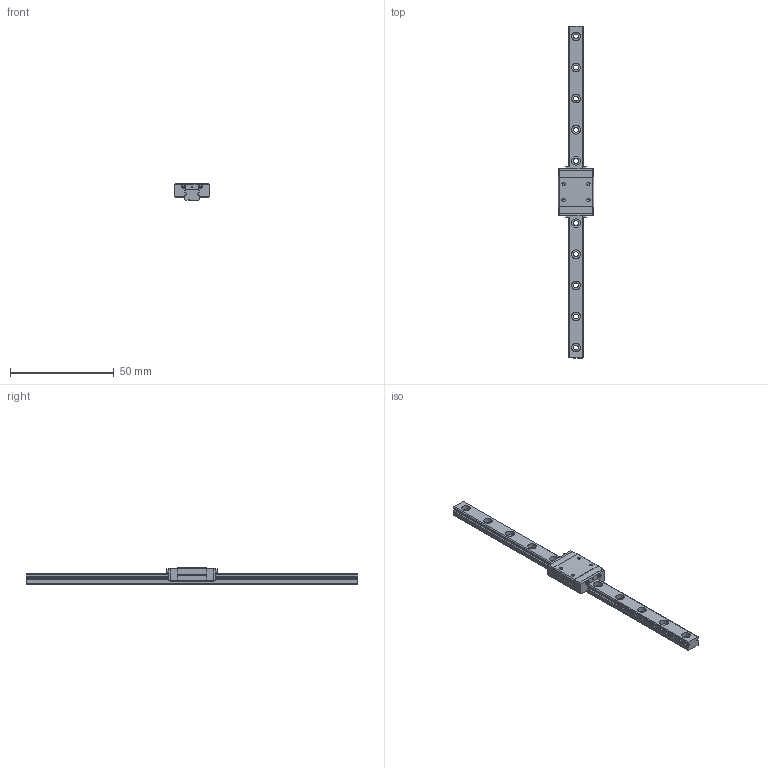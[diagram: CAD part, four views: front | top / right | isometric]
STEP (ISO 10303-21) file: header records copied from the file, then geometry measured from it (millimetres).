
FILE_DESCRIPTION( ( 'Unknown' ), '1' );
FILE_NAME( 'M7NUU1-160L5_5.step', 'Unknown', ( 'Unknown' ), ( 'Unknown' ), 'PSStep 15.0.49', 'Unknown', ' ' );
FILE_SCHEMA( ( 'AUTOMOTIVE_DESIGN { 1 0 10303 214 1 1 1 1 }' ) );
Length unit declared in the file: millimetre
Products named in the file (3): Assem1; M 7_RAIL; M 7N_BLOCK
Assembly tree (2 placements, depth 2):
  Assem1
    M 7_RAIL
    M 7N_BLOCK
Bounding box: 17 x 160 x 8 mm (x, y, z)
Volume: 6693.7 mm3; surface area: 6185.5 mm2
Topology: 2 solids, 2 shells, 193 faces, 537 edges, 358 vertices
Faces by surface type: plane 137, cylinder 52, cone 4
Full cylindrical faces by diameter (mm): 0.5 x2, 1.567 x4, 2 x4, 2.4 x11, 4.2 x11
Entity records: 7523 total; most frequent: CARTESIAN_POINT 1116, DIRECTION 967, ORIENTED_EDGE 960, EDGE_CURVE 480, LINE 363, VECTOR 363, VERTEX_POINT 341, AXIS2_PLACEMENT_3D 302
